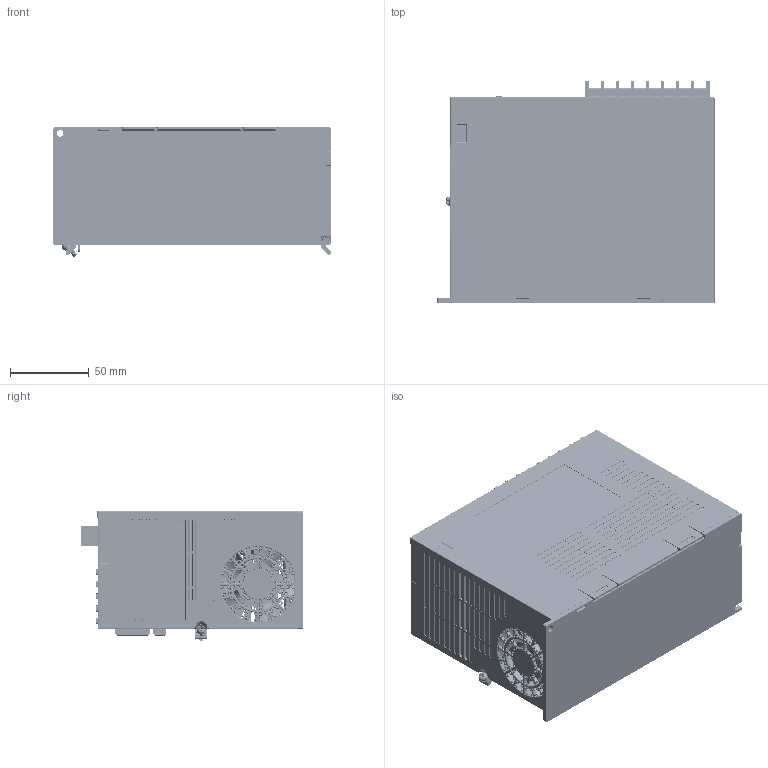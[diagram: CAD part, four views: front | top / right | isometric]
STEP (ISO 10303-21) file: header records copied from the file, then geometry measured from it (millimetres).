
FILE_DESCRIPTION((''),'2;1');
FILE_NAME('J3FN500A-A1','2022-03-23T',('kjl'),(''),'CREO PARAMETRIC BY PTC INC, 2014350','CREO PARAMETRIC BY PTC INC, 2014350','');
FILE_SCHEMA(('CONFIG_CONTROL_DESIGN'));
Products named in the file (1): J3FN500A-A1
Bounding box: 176 x 140.61 x 82.48 mm (x, y, z)
Surface area: 371212.5 mm2 (no closed solid volume)
Topology: 0 solids, 0 shells, 4193 faces, 25696 edges, 25459 vertices
Faces by surface type: bspline 3943, torus 227, sphere 23
Entity records: 353603 total; most frequent: CARTESIAN_POINT 129274, DIRECTION 34557, TRIMMED_CURVE 31531, VECTOR 29005, LINE 29005, DEFINITIONAL_REPRESENTATION 25218, PCURVE 25218, COMPOSITE_CURVE_SEGMENT 25218
